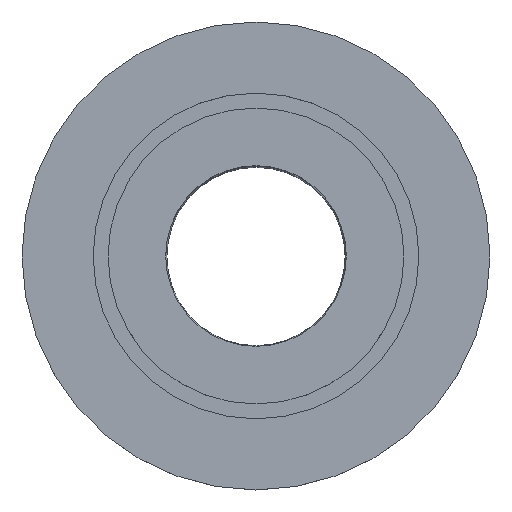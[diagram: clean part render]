
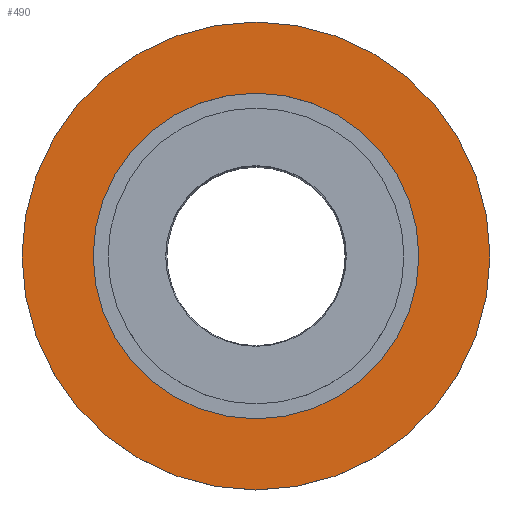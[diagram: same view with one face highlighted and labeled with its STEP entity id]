
A CAD part, top view. The second image highlights one B-rep face of the part: STEP entity #490.
In plain terms, the highlighted planar face has unit normal (0, 0, 1).
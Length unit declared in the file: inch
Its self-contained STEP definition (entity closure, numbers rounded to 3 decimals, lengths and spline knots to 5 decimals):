
#23=PLANE('',#564);
#49=FACE_BOUND('',#139,.T.);
#91=FACE_OUTER_BOUND('',#138,.T.);
#138=EDGE_LOOP('',(#348));
#139=EDGE_LOOP('',(#349));
#219=CIRCLE('',#562,1.0275);
#220=CIRCLE('',#565,1.4765);
#261=VERTEX_POINT('',#824);
#262=VERTEX_POINT('',#828);
#303=EDGE_CURVE('',#261,#261,#219,.T.);
#304=EDGE_CURVE('',#262,#262,#220,.T.);
#348=ORIENTED_EDGE('',*,*,#304,.F.);
#349=ORIENTED_EDGE('',*,*,#303,.T.);
#490=ADVANCED_FACE('',(#91,#49),#23,.F.);
#562=AXIS2_PLACEMENT_3D('',#825,#659,#660);
#564=AXIS2_PLACEMENT_3D('',#827,#663,#664);
#565=AXIS2_PLACEMENT_3D('',#829,#665,#666);
#659=DIRECTION('center_axis',(0.,0.,-1.));
#660=DIRECTION('ref_axis',(-1.,0.,0.));
#663=DIRECTION('center_axis',(0.,0.,-1.));
#664=DIRECTION('ref_axis',(-1.,0.,0.));
#665=DIRECTION('center_axis',(0.,0.,-1.));
#666=DIRECTION('ref_axis',(-1.,0.,0.));
#824=CARTESIAN_POINT('',(0.96512,-0.17559,0.9125));
#825=CARTESIAN_POINT('Origin',(-0.06238,-0.17559,0.9125));
#827=CARTESIAN_POINT('Origin',(-0.06238,-0.17559,0.9125));
#828=CARTESIAN_POINT('',(1.41412,-0.17559,0.9125));
#829=CARTESIAN_POINT('Origin',(-0.06238,-0.17559,0.9125));
